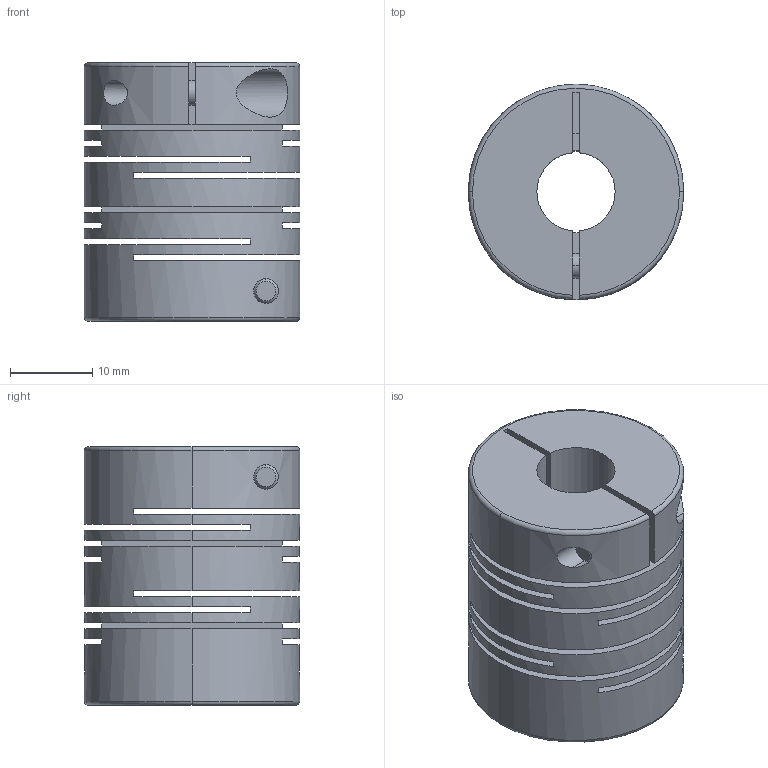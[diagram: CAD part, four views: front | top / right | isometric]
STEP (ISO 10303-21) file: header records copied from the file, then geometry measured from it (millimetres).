
FILE_DESCRIPTION (( 'STEP AP203' ), '1' );
FILE_NAME ('SRB-26C-9.525-10.step', '2025-10-16T13:51:24', ( '' ), ( '' ), 'SwSTEP 2.0', 'SolidWorks 2024', '' );
FILE_SCHEMA (( 'CONFIG_CONTROL_DESIGN' ));
Length unit declared in the file: millimetre
Products named in the file (1): SRB-26C-9.525-10
Bounding box: 26.2 x 26.2 x 31.5 mm (x, y, z)
Volume: 11993.6 mm3; surface area: 10733.2 mm2
Topology: 1 solids, 1 shells, 115 faces, 302 edges, 197 vertices
Faces by surface type: plane 60, cylinder 42, cone 8, torus 5
Entity records: 3907 total; most frequent: CARTESIAN_POINT 857, DIRECTION 646, ORIENTED_EDGE 604, EDGE_CURVE 302, AXIS2_PLACEMENT_3D 240, VERTEX_POINT 197, VECTOR 166, LINE 166
